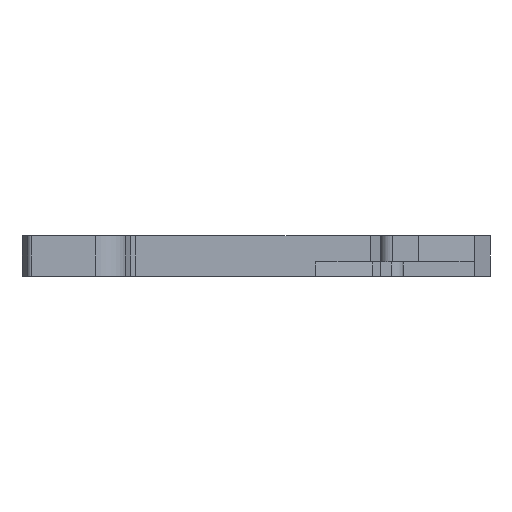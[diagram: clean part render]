
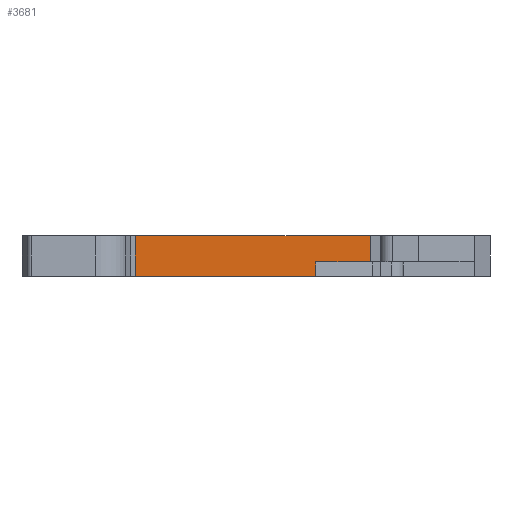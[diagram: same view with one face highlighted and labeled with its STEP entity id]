
A CAD part, front view. The second image highlights one B-rep face of the part: STEP entity #3681.
In plain terms, the highlighted planar face has unit normal (0, -1, 0).
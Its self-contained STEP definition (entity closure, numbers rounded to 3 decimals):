
#1147=DIRECTION('',(-1.,0.,0.));
#1148=VECTOR('',#1147,6.874);
#1149=CARTESIAN_POINT('',(14.412,0.2,-3.3));
#1150=LINE('',#1149,#1148);
#1151=DIRECTION('',(0.,0.,1.));
#1152=VECTOR('',#1151,1.8);
#1153=CARTESIAN_POINT('',(7.538,0.2,-5.1));
#1154=LINE('',#1153,#1152);
#1155=DIRECTION('',(-1.,0.,0.));
#1156=VECTOR('',#1155,22.738);
#1157=CARTESIAN_POINT('',(7.538,0.2,-5.1));
#1158=LINE('',#1157,#1156);
#1159=DIRECTION('',(1.,0.,0.));
#1160=VECTOR('',#1159,29.612);
#1161=CARTESIAN_POINT('',(-15.2,0.2,0.));
#1162=LINE('',#1161,#1160);
#1163=DIRECTION('',(0.,0.,-1.));
#1164=VECTOR('',#1163,3.3);
#1165=CARTESIAN_POINT('',(14.412,0.2,0.));
#1166=LINE('',#1165,#1164);
#1560=DIRECTION('',(0.,0.,-1.));
#1561=VECTOR('',#1560,5.1);
#1562=CARTESIAN_POINT('',(-15.2,0.2,0.));
#1563=LINE('',#1562,#1561);
#2113=CARTESIAN_POINT('',(14.412,0.2,0.));
#2114=VERTEX_POINT('',#2113);
#2121=CARTESIAN_POINT('',(-15.2,0.2,0.));
#2123=VERTEX_POINT('',#2121);
#2135=CARTESIAN_POINT('',(-15.2,0.2,-5.1));
#2137=VERTEX_POINT('',#2135);
#2581=CARTESIAN_POINT('',(7.538,0.2,-5.1));
#2583=VERTEX_POINT('',#2581);
#2615=CARTESIAN_POINT('',(14.412,0.2,-3.3));
#2616=VERTEX_POINT('',#2615);
#2617=CARTESIAN_POINT('',(7.538,0.2,-3.3));
#2618=VERTEX_POINT('',#2617);
#3665=CARTESIAN_POINT('',(14.412,0.2,0.));
#3666=DIRECTION('',(0.,1.,0.));
#3667=DIRECTION('',(-1.,0.,0.));
#3668=AXIS2_PLACEMENT_3D('',#3665,#3666,#3667);
#3669=PLANE('',#3668);
#3671=ORIENTED_EDGE('',*,*,#3670,.T.);
#3672=ORIENTED_EDGE('',*,*,#3656,.F.);
#3673=ORIENTED_EDGE('',*,*,#3621,.T.);
#3675=ORIENTED_EDGE('',*,*,#3674,.F.);
#3676=ORIENTED_EDGE('',*,*,#2840,.T.);
#3678=ORIENTED_EDGE('',*,*,#3677,.T.);
#3679=EDGE_LOOP('',(#3671,#3672,#3673,#3675,#3676,#3678));
#3680=FACE_OUTER_BOUND('',#3679,.F.);
#3681=ADVANCED_FACE('',(#3680),#3669,.F.);
#2840=EDGE_CURVE('',#2123,#2114,#1162,.T.);
#3621=EDGE_CURVE('',#2583,#2137,#1158,.T.);
#3656=EDGE_CURVE('',#2583,#2618,#1154,.T.);
#3670=EDGE_CURVE('',#2616,#2618,#1150,.T.);
#3674=EDGE_CURVE('',#2123,#2137,#1563,.T.);
#3677=EDGE_CURVE('',#2114,#2616,#1166,.T.);
